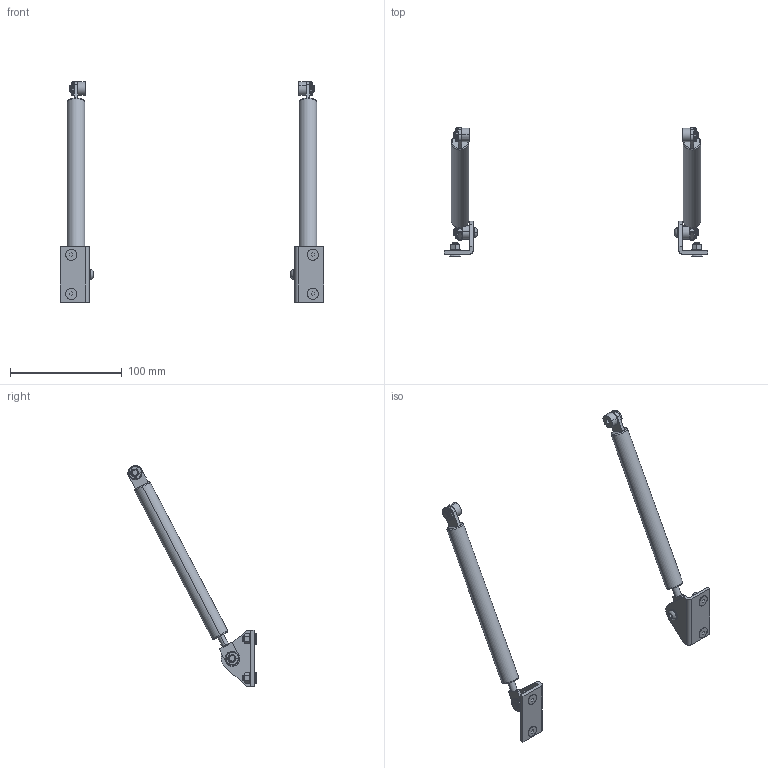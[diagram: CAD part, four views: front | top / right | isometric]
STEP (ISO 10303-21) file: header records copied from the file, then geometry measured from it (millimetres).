
FILE_DESCRIPTION (( 'STEP AP214' ), '1' );
FILE_NAME ('48730~0.STEP', '2018-07-11T07:42:53', ( '' ), ( '' ), 'SwSTEP 2.0', 'SolidWorks 2018', '' );
FILE_SCHEMA (( 'AUTOMOTIVE_DESIGN' ));
Length unit declared in the file: millimetre
Products named in the file (12): DIN7991~n_M05,0x012; 3011~0; 20902~0; 2833~0_d 5; ISO7380~n_M05,0x008; 42681~1_S; 48730~0; 8078_2~0; 8333~0; 3012~0_S; 8078~0_flexiebel <Standard>; 8078_1~0
Assembly tree (34 placements, depth 3):
  48730~0
    20902~0  x2
    42681~1_S  x4
    3012~0_S  x4
    2833~0_d 5  x4
    8333~0  x4
    3011~0  x6
    DIN7991~n_M05,0x012  x4
    8078~0_flexiebel <Standard>  x2
      8078_1~0
      8078_2~0
    ISO7380~n_M05,0x008  x2
Bounding box: 236 x 115.01 x 197.26 mm (x, y, z)
Volume: 81201.4 mm3; surface area: 47948.3 mm2
Topology: 38 solids, 38 shells, 786 faces, 1764 edges, 1080 vertices
Faces by surface type: cylinder 330, plane 228, cone 208, torus 20
Entity records: 7575 total; most frequent: DIRECTION 1286, CARTESIAN_POINT 1263, ORIENTED_EDGE 1052, EDGE_CURVE 526, AXIS2_PLACEMENT_3D 518, VERTEX_POINT 327, EDGE_LOOP 261, VECTOR 250
